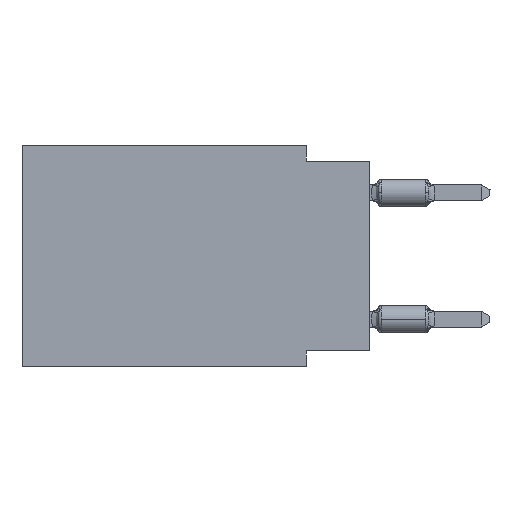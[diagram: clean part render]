
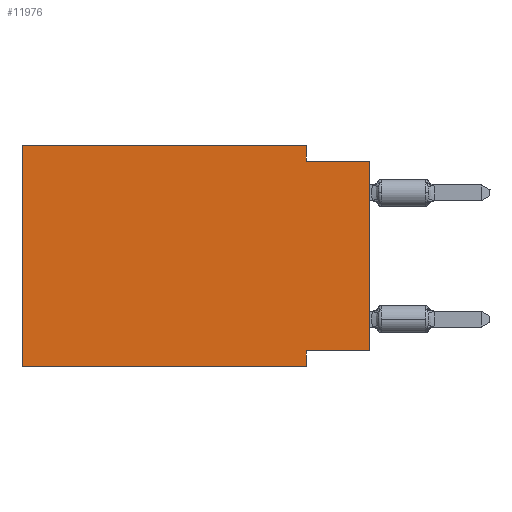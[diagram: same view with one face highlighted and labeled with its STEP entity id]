
A CAD part, left-side view. The second image highlights one B-rep face of the part: STEP entity #11976.
In plain terms, the highlighted planar face has unit normal (-1, 0, 0).
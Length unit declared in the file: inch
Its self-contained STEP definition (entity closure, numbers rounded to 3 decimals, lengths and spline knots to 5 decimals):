
#392 = CARTESIAN_POINT ( 'NONE',  ( 0., 0.1, -0.35 ) ) ;
#404 = LINE ( 'NONE', #12930, #32271 ) ;
#509 = LINE ( 'NONE', #713, #27250 ) ;
#713 = CARTESIAN_POINT ( 'NONE',  ( 0., 0.55, 0. ) ) ;
#2113 = VERTEX_POINT ( 'NONE', #36966 ) ;
#3755 = CARTESIAN_POINT ( 'NONE',  ( 0., 0., -0.025 ) ) ;
#3778 = DIRECTION ( 'NONE',  ( 0., -1., 0. ) ) ;
#4150 = LINE ( 'NONE', #26083, #14012 ) ;
#4215 = EDGE_CURVE ( 'NONE', #2113, #22030, #38053, .T. ) ;
#4464 = ORIENTED_EDGE ( 'NONE', *, *, #34535, .F. ) ;
#5039 = DIRECTION ( 'NONE',  ( 0., 0., -1. ) ) ;
#6294 = DIRECTION ( 'NONE',  ( 0., 0., -1. ) ) ;
#7308 = VECTOR ( 'NONE', #11424, 39.37008 ) ;
#7950 = FACE_OUTER_BOUND ( 'NONE', #12058, .T. ) ;
#8622 = VECTOR ( 'NONE', #3778, 39.37008 ) ;
#10102 = EDGE_CURVE ( 'NONE', #18987, #2113, #509, .T. ) ;
#10882 = PLANE ( 'NONE',  #22707 ) ;
#11424 = DIRECTION ( 'NONE',  ( 0., 0., 1. ) ) ;
#11976 = ADVANCED_FACE ( 'NONE', ( #7950 ), #10882, .F. ) ;
#12033 = CARTESIAN_POINT ( 'NONE',  ( 0., 0., 0. ) ) ;
#12058 = EDGE_LOOP ( 'NONE', ( #38456, #40351, #20612, #32009, #16644, #23001, #4464, #22296 ) ) ;
#12110 = VECTOR ( 'NONE', #15770, 39.37008 ) ;
#12930 = CARTESIAN_POINT ( 'NONE',  ( 0., 0., -0.025 ) ) ;
#13950 = CARTESIAN_POINT ( 'NONE',  ( 0., 0.1, -0.35 ) ) ;
#14012 = VECTOR ( 'NONE', #36310, 39.37008 ) ;
#15293 = VERTEX_POINT ( 'NONE', #13950 ) ;
#15770 = DIRECTION ( 'NONE',  ( 0., 0., 1. ) ) ;
#16282 = EDGE_CURVE ( 'NONE', #22030, #16400, #404, .T. ) ;
#16400 = VERTEX_POINT ( 'NONE', #3755 ) ;
#16644 = ORIENTED_EDGE ( 'NONE', *, *, #26518, .F. ) ;
#17019 = CARTESIAN_POINT ( 'NONE',  ( 0., 0.1, -0.025 ) ) ;
#18987 = VERTEX_POINT ( 'NONE', #41043 ) ;
#19233 = CARTESIAN_POINT ( 'NONE',  ( 0., 0.1, 0. ) ) ;
#19889 = VECTOR ( 'NONE', #35498, 39.37008 ) ;
#20612 = ORIENTED_EDGE ( 'NONE', *, *, #4215, .F. ) ;
#20842 = LINE ( 'NONE', #12033, #7308 ) ;
#21454 = LINE ( 'NONE', #25197, #12110 ) ;
#22030 = VERTEX_POINT ( 'NONE', #17019 ) ;
#22263 = EDGE_CURVE ( 'NONE', #39476, #15293, #28296, .T. ) ;
#22296 = ORIENTED_EDGE ( 'NONE', *, *, #37002, .F. ) ;
#22707 = AXIS2_PLACEMENT_3D ( 'NONE', #30327, #23849, #5039 ) ;
#22915 = EDGE_CURVE ( 'NONE', #38341, #16400, #20842, .T. ) ;
#23001 = ORIENTED_EDGE ( 'NONE', *, *, #22263, .T. ) ;
#23849 = DIRECTION ( 'NONE',  ( 1., 0., 0. ) ) ;
#25197 = CARTESIAN_POINT ( 'NONE',  ( 0., 0.55, 0. ) ) ;
#25530 = CARTESIAN_POINT ( 'NONE',  ( 0., 0., -0.325 ) ) ;
#26083 = CARTESIAN_POINT ( 'NONE',  ( 0., 0., -0.325 ) ) ;
#26518 = EDGE_CURVE ( 'NONE', #39476, #18987, #21454, .T. ) ;
#27250 = VECTOR ( 'NONE', #28714, 39.37008 ) ;
#28296 = LINE ( 'NONE', #35537, #8622 ) ;
#28714 = DIRECTION ( 'NONE',  ( 0., -1., 0. ) ) ;
#29031 = VECTOR ( 'NONE', #6294, 39.37008 ) ;
#30327 = CARTESIAN_POINT ( 'NONE',  ( 0., 0.55, 0. ) ) ;
#32009 = ORIENTED_EDGE ( 'NONE', *, *, #10102, .F. ) ;
#32271 = VECTOR ( 'NONE', #32366, 39.37008 ) ;
#32366 = DIRECTION ( 'NONE',  ( 0., -1., 0. ) ) ;
#34535 = EDGE_CURVE ( 'NONE', #38172, #15293, #35707, .T. ) ;
#35498 = DIRECTION ( 'NONE',  ( 0., 0., -1. ) ) ;
#35537 = CARTESIAN_POINT ( 'NONE',  ( 0., 0.55, -0.35 ) ) ;
#35707 = LINE ( 'NONE', #392, #19889 ) ;
#36310 = DIRECTION ( 'NONE',  ( 0., 1., 0. ) ) ;
#36966 = CARTESIAN_POINT ( 'NONE',  ( 0., 0.1, 0. ) ) ;
#37002 = EDGE_CURVE ( 'NONE', #38341, #38172, #4150, .T. ) ;
#38053 = LINE ( 'NONE', #19233, #29031 ) ;
#38075 = CARTESIAN_POINT ( 'NONE',  ( 0., 0.55, -0.35 ) ) ;
#38172 = VERTEX_POINT ( 'NONE', #40796 ) ;
#38341 = VERTEX_POINT ( 'NONE', #25530 ) ;
#38456 = ORIENTED_EDGE ( 'NONE', *, *, #22915, .T. ) ;
#39476 = VERTEX_POINT ( 'NONE', #38075 ) ;
#40351 = ORIENTED_EDGE ( 'NONE', *, *, #16282, .F. ) ;
#40796 = CARTESIAN_POINT ( 'NONE',  ( 0., 0.1, -0.325 ) ) ;
#41043 = CARTESIAN_POINT ( 'NONE',  ( 0., 0.55, 0. ) ) ;
